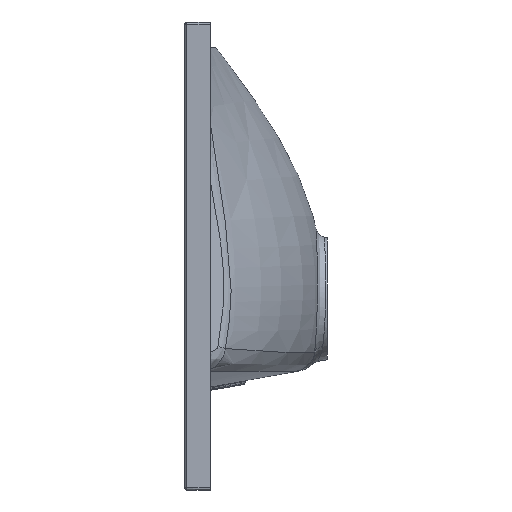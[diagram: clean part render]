
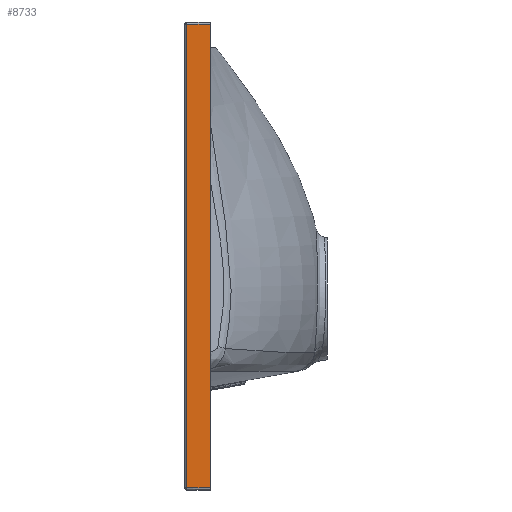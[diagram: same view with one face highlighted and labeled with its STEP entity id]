
A CAD part, left-side view. The second image highlights one B-rep face of the part: STEP entity #8733.
In plain terms, the highlighted planar face has unit normal (-1, 0.018, 0).
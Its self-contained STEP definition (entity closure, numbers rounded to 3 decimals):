
#282 = DIRECTION ( 'NONE',  ( 0.017, 1., -0.017 ) ) ;
#409 = ORIENTED_EDGE ( 'NONE', *, *, #1993, .T. ) ;
#1198 = LINE ( 'NONE', #10536, #12224 ) ;
#1993 = EDGE_CURVE ( 'NONE', #4541, #20757, #1198, .T. ) ;
#4089 = CARTESIAN_POINT ( 'NONE',  ( -300., 95., 270. ) ) ;
#4541 = VERTEX_POINT ( 'NONE', #16609 ) ;
#4636 = DIRECTION ( 'NONE',  ( -1., 0.017, 0. ) ) ;
#5321 = DIRECTION ( 'NONE',  ( -0.017, -1., 0. ) ) ;
#5363 = EDGE_CURVE ( 'NONE', #27038, #10381, #8881, .T. ) ;
#6930 = FACE_OUTER_BOUND ( 'NONE', #22104, .T. ) ;
#8733 = ADVANCED_FACE ( 'NONE', ( #6930 ), #16281, .T. ) ;
#8881 = LINE ( 'NONE', #18229, #20810 ) ;
#10381 = VERTEX_POINT ( 'NONE', #4089 ) ;
#10536 = CARTESIAN_POINT ( 'NONE',  ( -299.598, 118.035, -188. ) ) ;
#11802 = ORIENTED_EDGE ( 'NONE', *, *, #5363, .T. ) ;
#11912 = LINE ( 'NONE', #21243, #15510 ) ;
#12224 = VECTOR ( 'NONE', #19877, 1000. ) ;
#13415 = EDGE_CURVE ( 'NONE', #20757, #27038, #16962, .T. ) ;
#13983 = DIRECTION ( 'NONE',  ( -0.017, -1., 0. ) ) ;
#15510 = VECTOR ( 'NONE', #282, 1000. ) ;
#16281 = PLANE ( 'NONE',  #30120 ) ;
#16609 = CARTESIAN_POINT ( 'NONE',  ( -299.598, 118.035, 269.598 ) ) ;
#16962 = LINE ( 'NONE', #26273, #23298 ) ;
#17735 = ORIENTED_EDGE ( 'NONE', *, *, #29853, .T. ) ;
#18164 = ORIENTED_EDGE ( 'NONE', *, *, #13415, .T. ) ;
#18229 = CARTESIAN_POINT ( 'NONE',  ( -300., 95., -188. ) ) ;
#18403 = CARTESIAN_POINT ( 'NONE',  ( -299.598, 118.035, -186. ) ) ;
#19877 = DIRECTION ( 'NONE',  ( 0., 0., -1. ) ) ;
#20757 = VERTEX_POINT ( 'NONE', #18403 ) ;
#20810 = VECTOR ( 'NONE', #27546, 1000. ) ;
#21243 = CARTESIAN_POINT ( 'NONE',  ( -299.861, 102.99, 269.861 ) ) ;
#22104 = EDGE_LOOP ( 'NONE', ( #409, #18164, #11802, #17735 ) ) ;
#23298 = VECTOR ( 'NONE', #5321, 1000. ) ;
#25585 = CARTESIAN_POINT ( 'NONE',  ( -300., 95., -188. ) ) ;
#26273 = CARTESIAN_POINT ( 'NONE',  ( -300., 95., -186. ) ) ;
#27038 = VERTEX_POINT ( 'NONE', #28438 ) ;
#27546 = DIRECTION ( 'NONE',  ( 0., 0., 1. ) ) ;
#28438 = CARTESIAN_POINT ( 'NONE',  ( -300., 95., -186. ) ) ;
#29853 = EDGE_CURVE ( 'NONE', #10381, #4541, #11912, .T. ) ;
#30120 = AXIS2_PLACEMENT_3D ( 'NONE', #25585, #4636, #13983 ) ;
